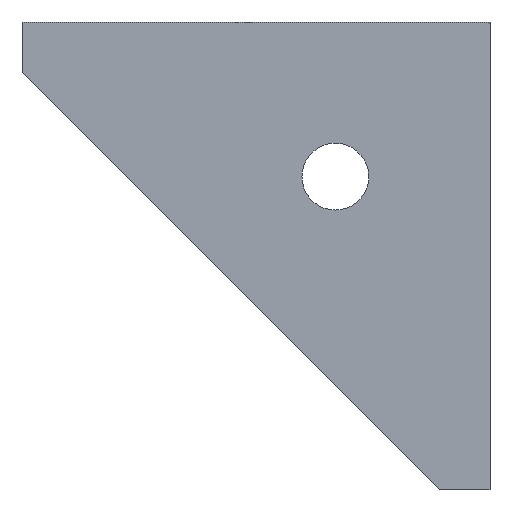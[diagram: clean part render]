
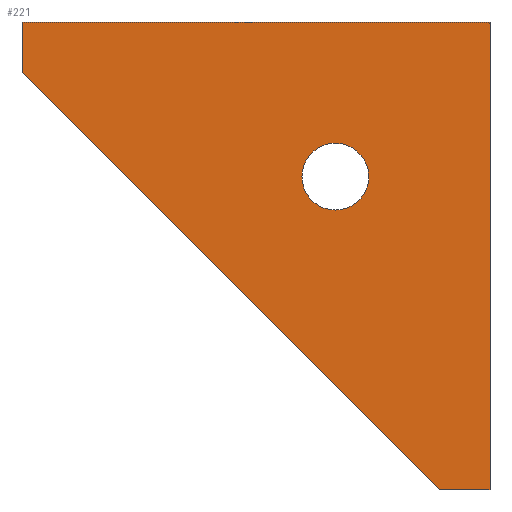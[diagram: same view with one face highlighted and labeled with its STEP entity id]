
A CAD part, front view. The second image highlights one B-rep face of the part: STEP entity #221.
In plain terms, the highlighted planar face has unit normal (0, -1, 0).
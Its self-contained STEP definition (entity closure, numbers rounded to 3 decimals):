
#19=FACE_BOUND('',#48,.T.);
#23=CIRCLE('',#246,2.);
#33=FACE_OUTER_BOUND('',#47,.T.);
#47=EDGE_LOOP('',(#183,#184,#185,#186,#187));
#48=EDGE_LOOP('',(#188));
#57=LINE('',#325,#81);
#61=LINE('',#332,#85);
#68=LINE('',#355,#92);
#70=LINE('',#359,#94);
#73=LINE('',#364,#97);
#81=VECTOR('',#263,10.);
#85=VECTOR('',#269,10.);
#92=VECTOR('',#294,10.);
#94=VECTOR('',#298,10.);
#97=VECTOR('',#303,10.);
#105=VERTEX_POINT('',#322);
#106=VERTEX_POINT('',#324);
#108=VERTEX_POINT('',#330);
#113=VERTEX_POINT('',#346);
#115=VERTEX_POINT('',#354);
#116=VERTEX_POINT('',#358);
#123=EDGE_CURVE('',#106,#105,#57,.T.);
#127=EDGE_CURVE('',#108,#105,#61,.T.);
#134=EDGE_CURVE('',#113,#113,#23,.T.);
#138=EDGE_CURVE('',#108,#115,#68,.T.);
#140=EDGE_CURVE('',#115,#116,#70,.T.);
#143=EDGE_CURVE('',#116,#106,#73,.T.);
#183=ORIENTED_EDGE('',*,*,#123,.T.);
#184=ORIENTED_EDGE('',*,*,#127,.F.);
#185=ORIENTED_EDGE('',*,*,#138,.T.);
#186=ORIENTED_EDGE('',*,*,#140,.T.);
#187=ORIENTED_EDGE('',*,*,#143,.T.);
#188=ORIENTED_EDGE('',*,*,#134,.T.);
#209=PLANE('',#251);
#221=ADVANCED_FACE('',(#33,#19),#209,.F.);
#246=AXIS2_PLACEMENT_3D('',#347,#284,#285);
#251=AXIS2_PLACEMENT_3D('',#363,#301,#302);
#263=DIRECTION('',(-1.,0.,0.));
#269=DIRECTION('',(0.,0.,1.));
#284=DIRECTION('center_axis',(0.,1.,0.));
#285=DIRECTION('ref_axis',(1.,0.,0.));
#294=DIRECTION('',(0.707,0.,-0.707));
#298=DIRECTION('',(1.,0.,0.));
#301=DIRECTION('center_axis',(0.,1.,0.));
#302=DIRECTION('ref_axis',(-1.,0.,0.));
#303=DIRECTION('',(0.,0.,1.));
#322=CARTESIAN_POINT('',(388.,-356.,300.));
#324=CARTESIAN_POINT('',(416.,-356.,300.));
#325=CARTESIAN_POINT('',(306.,-356.,300.));
#330=CARTESIAN_POINT('',(388.,-356.,297.));
#332=CARTESIAN_POINT('',(388.,-356.,297.));
#346=CARTESIAN_POINT('',(404.75,-356.,290.75));
#347=CARTESIAN_POINT('Origin',(406.75,-356.,290.75));
#354=CARTESIAN_POINT('',(413.,-356.,272.));
#355=CARTESIAN_POINT('',(388.,-356.,297.));
#358=CARTESIAN_POINT('',(416.,-356.,272.));
#359=CARTESIAN_POINT('',(413.,-356.,272.));
#363=CARTESIAN_POINT('Origin',(402.,-356.,288.));
#364=CARTESIAN_POINT('',(416.,-356.,272.));
